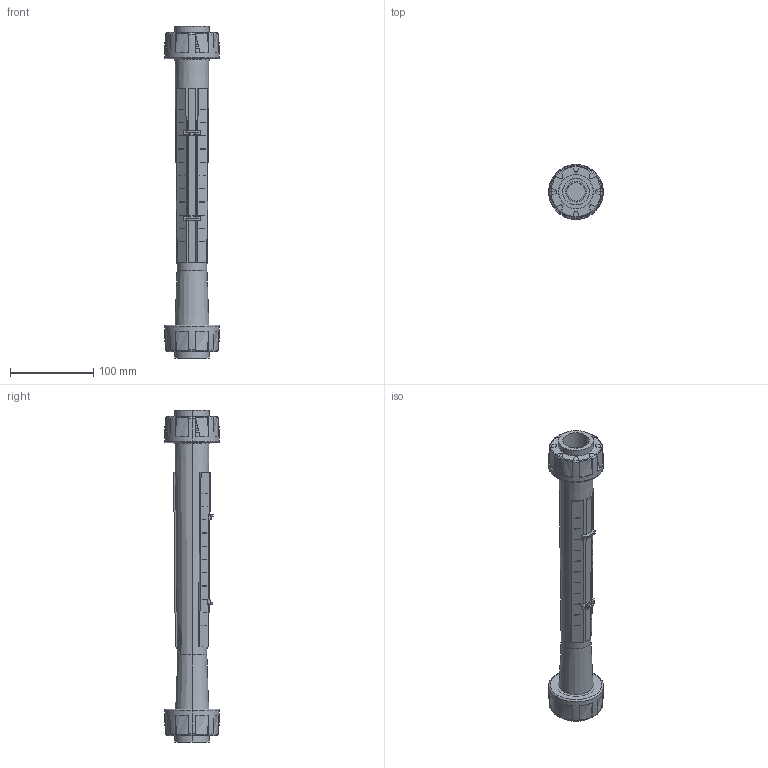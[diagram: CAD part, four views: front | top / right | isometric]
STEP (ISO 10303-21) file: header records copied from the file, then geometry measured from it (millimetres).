
FILE_DESCRIPTION(('STEP AP214'),'1');
FILE_NAME('cctmp_5AC51AB2-0668-4D12-9C97-755D948ED16F_2021_11_30_13_47_19_922..stp','2021-11-30T12:47:20',('ASV Stübbe GmbH & Co. KG'),('CADClick - www.CADClick.com'),'Spatial InterOp 3D',' ','unknown authorization');
FILE_SCHEMA(('AUTOMOTIVE_DESIGN'));
Length unit declared in the file: millimetre
Products named in the file (5): DFM 350-DN25-PVC-U Muffe DIN
Assembly tree (4 placements, depth 2):
  (unnamed)
    DFM 350-DN25-PVC-U Muffe DIN
    DFM 350-DN25-PVC-U Muffe DIN
    DFM 350-DN25-PVC-U Muffe DIN
    DFM 350-DN25-PVC-U Muffe DIN
Bounding box: 66 x 65.94 x 400 mm (x, y, z)
Volume: 461017.4 mm3; surface area: 130569 mm2
Topology: 8 solids, 8 shells, 401 faces, 1112 edges, 700 vertices
Faces by surface type: plane 221, cylinder 92, torus 80, cone 8
Entity records: 17094 total; most frequent: CARTESIAN_POINT 3846, ORIENTED_EDGE 2096, DIRECTION 2018, EDGE_CURVE 1048, AXIS2_PLACEMENT_3D 752, VERTEX_POINT 700, LINE 514, VECTOR 514
